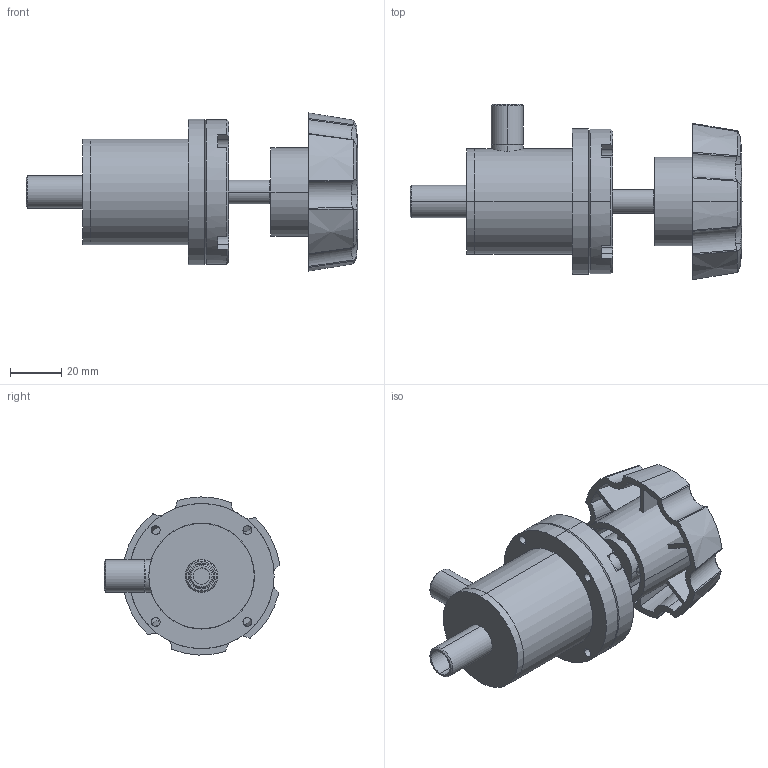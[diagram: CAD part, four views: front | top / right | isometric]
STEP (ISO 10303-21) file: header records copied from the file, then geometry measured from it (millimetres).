
FILE_DESCRIPTION (( 'STEP AP214' ), '1' );
FILE_NAME ('A-500-H_ANGLE_VALVE_RIGHT_ANGLE_VITON_BONNET_MANUAL.STEP', '2020-03-18T23:48:37', ( 'admin' ), ( 'Microsoft' ), 'SwSTEP 2.0', 'SolidWorks 2016', '' );
FILE_SCHEMA (( 'AUTOMOTIVE_DESIGN' ));
Length unit declared in the file: inch
Products named in the file (1): A-500-H_ANGLE_VALVE_RIGHT_ANGLE_VITON_BONNET_MANUAL
Bounding box: 130.06 x 68.74 x 61.94 mm (x, y, z)
Volume: 80447.1 mm3; surface area: 56667.9 mm2
Topology: 10 solids, 10 shells, 288 faces, 742 edges, 490 vertices
Faces by surface type: cylinder 115, plane 86, cone 70, bspline 16, sphere 1
Entity records: 10545 total; most frequent: CARTESIAN_POINT 3513, ORIENTED_EDGE 1484, DIRECTION 1366, EDGE_CURVE 742, AXIS2_PLACEMENT_3D 555, VERTEX_POINT 490, EDGE_LOOP 338, FACE_OUTER_BOUND 288
